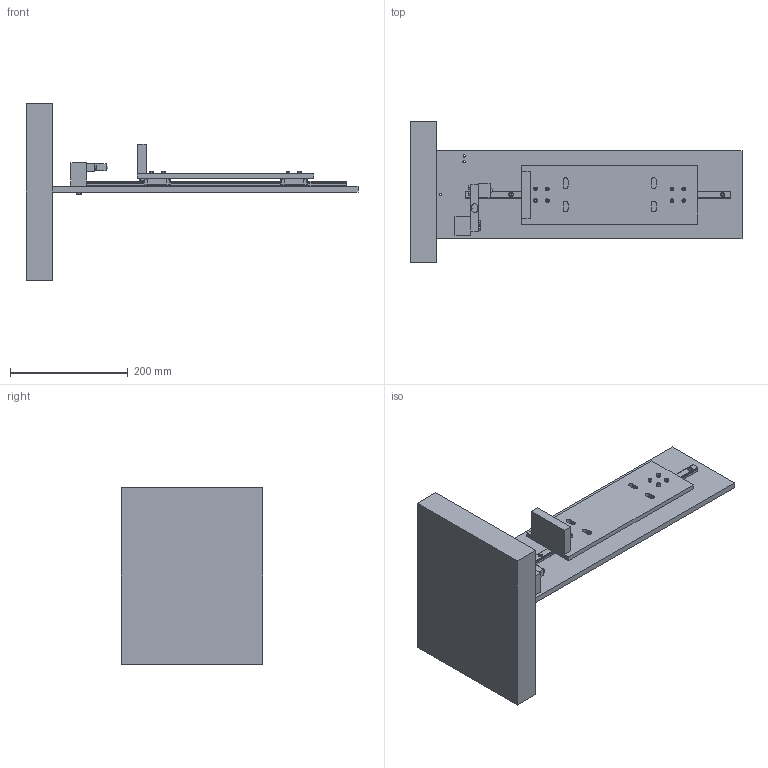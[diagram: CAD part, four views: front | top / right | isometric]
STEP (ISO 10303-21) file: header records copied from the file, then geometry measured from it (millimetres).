
FILE_DESCRIPTION(/* description */ ('STEP AP242','CAx-IF Rec.Pracs.---Representation and Presentation of Product Manufacturing Information (PMI)---4.0---2014-10-13','CAx-IF Rec.Pracs.---3D Tessellated Geometry---0.4---2014-09-14','2;1'),/* implementation_level */ '2;1');
FILE_NAME(/* name */ '6505a0bc32324b2a2dfbf4d1',/* time_stamp */ '2023-09-16T12:34:07Z',/* author */ (''),/* organization */ (''),/* preprocessor_version */ 'ST-DEVELOPER v19.4',/* originating_system */ ' ',/* authorisation */ ' ');
FILE_SCHEMA (('AP242_MANAGED_MODEL_BASED_3D_ENGINEERING_MIM_LF { 1 0 10303 442 1 1 4 }'));
Length unit declared in the file: metre
Products named in the file (23): sim Copy 1; Part 1; Part 2; MGN12 LINEAR GUIDE RAIL, CONFIGURABLE, 450 mm; Top plate assembly <1>; Part 3; Part 7; Part 4; Part 8; Part 9; Part 6; Part 5
Assembly tree (52 placements, depth 3):
  sim Copy 1
    Part 1  x4
    Part 2
    Part 1
    Part 1
    Part 1  x10
    MGN12 LINEAR GUIDE RAIL, CONFIGURABLE, 450 mm
    Part 1
    Part 1
    Part 1
    Top plate assembly <1>
      Part 1  x8
      Part 2  x2
      Part 3  x2
      Part 1  x2
      Part 7  x2
      Part 4  x2
      Part 8  x2
      Part 9  x2
      Part 6  x2
      Part 1
      Part 5  x2
      Part 1  x2
      Part 1
Bounding box: 564.41 x 240.48 x 300 mm (x, y, z)
Volume: 4411995 mm3; surface area: 497008.1 mm2
Topology: 51 solids, 51 shells, 1046 faces, 2659 edges, 1786 vertices
Faces by surface type: plane 698, cylinder 314, cone 24, sphere 10
Full cylindrical faces by diameter (mm): 2.5 x8, 3 x24, 4 x53, 4.2 x8, 6.2 x8, 7.5 x24
Entity records: 17866 total; most frequent: CARTESIAN_POINT 2859, DIRECTION 2692, ORIENTED_EDGE 2484, EDGE_CURVE 1242, AXIS2_PLACEMENT_3D 945, VERTEX_POINT 896, LINE 802, VECTOR 802
